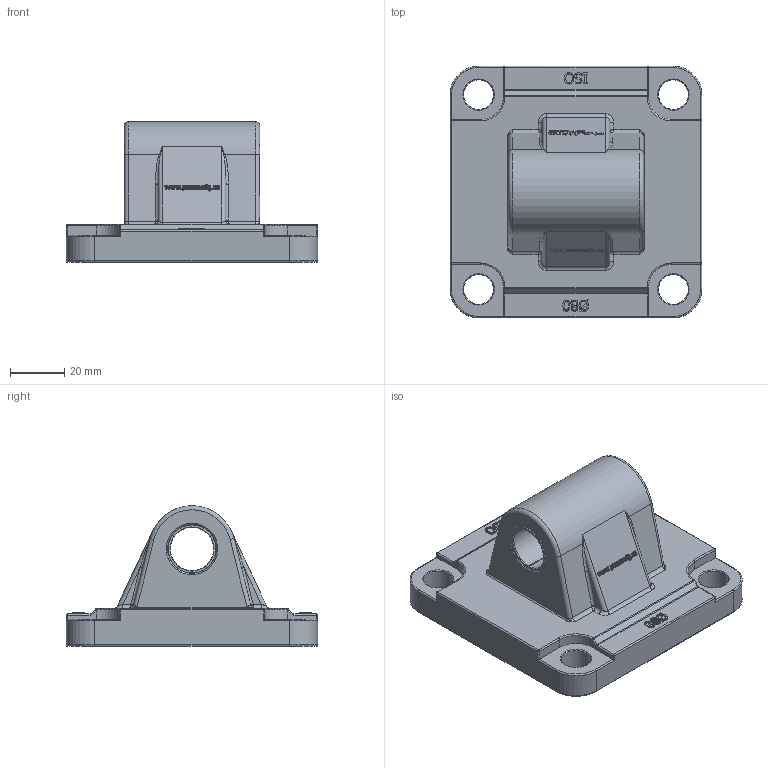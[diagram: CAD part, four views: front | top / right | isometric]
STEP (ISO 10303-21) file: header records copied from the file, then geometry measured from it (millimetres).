
FILE_DESCRIPTION(/* description */ (''),/* implementation_level */ '2;1');
FILE_NAME(/* name */ 'C-CFM-80.stp',/* time_stamp */ '2015-11-19T12:21:14+01:00',/* author */ (''),/* organization */ (''),/* preprocessor_version */ 'ST-DEVELOPER v15.2',/* originating_system */ 'Autodesk Translator Framework v2.0.0.5431',/* authorisation */ '');
FILE_SCHEMA (('AUTOMOTIVE_DESIGN { 1 0 10303 214 3 1 1 }'));
Length unit declared in the file: centimetre
Products named in the file (1): (Unsaved)
Bounding box: 93 x 93 x 52 mm (x, y, z)
Volume: 144516.3 mm3; surface area: 32905.1 mm2
Topology: 1 solids, 1 shells, 1530 faces, 4176 edges, 2703 vertices
Faces by surface type: bspline 862, plane 474, cylinder 85, cone 75, torus 22, sphere 12
Full cylindrical faces by diameter (mm): 11 x4, 18 x1, 45 x1
Entity records: 55824 total; most frequent: CARTESIAN_POINT 22968, ORIENTED_EDGE 8318, EDGE_CURVE 4139, DIRECTION 4120, VERTEX_POINT 2697, LINE 2096, VECTOR 2096, B_SPLINE_CURVE_WITH_KNOTS 1700
